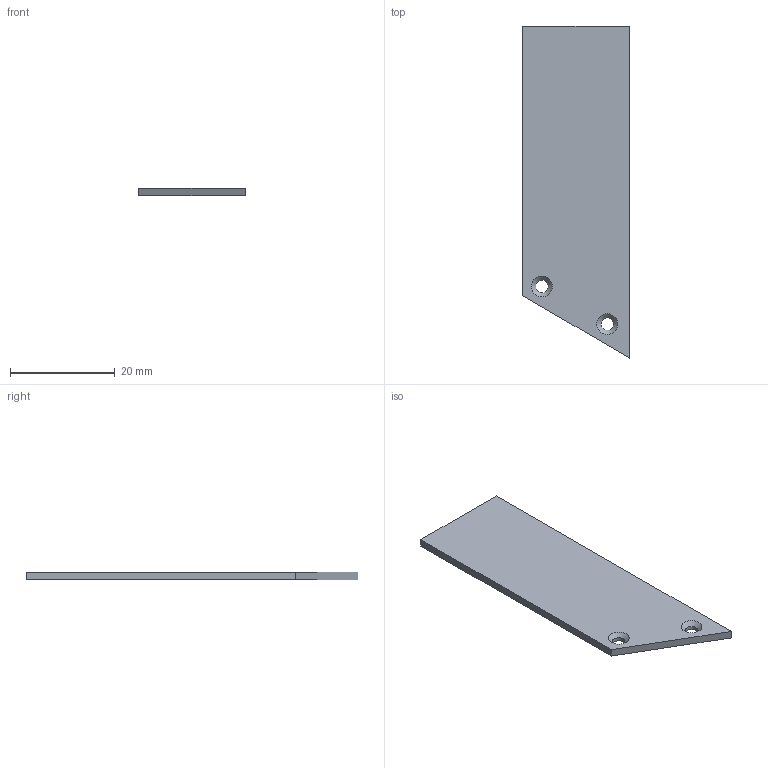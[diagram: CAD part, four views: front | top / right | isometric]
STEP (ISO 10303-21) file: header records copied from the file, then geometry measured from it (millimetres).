
FILE_DESCRIPTION(('HOOPS Exchange Step'),'2;1');
FILE_NAME('temp_export','2024-11-12T16:57:31-05:00',('jcam'),('Shapr3D Limited'),'HOOPS Exchange 2024.6','Shapr3D','Authorized');
FILE_SCHEMA( ('AP242_MANAGED_MODEL_BASED_3D_ENGINEERING_MIM_LF {1 0 10303 442 1 1 4 }') );
Length unit declared in the file: millimetre
Products named in the file (1): root
Bounding box: 20.45 x 63.47 x 1.5 mm (x, y, z)
Volume: 1744.6 mm3; surface area: 2589.9 mm2
Topology: 1 solids, 1 shells, 10 faces, 22 edges, 14 vertices
Faces by surface type: plane 6, cylinder 2, cone 2
Full cylindrical faces by diameter (mm): 2.4 x2
Entity records: 320 total; most frequent: DIRECTION 52, CARTESIAN_POINT 48, ORIENTED_EDGE 44, EDGE_CURVE 22, AXIS2_PLACEMENT_3D 18, VECTOR 16, LINE 16, VERTEX_POINT 14
